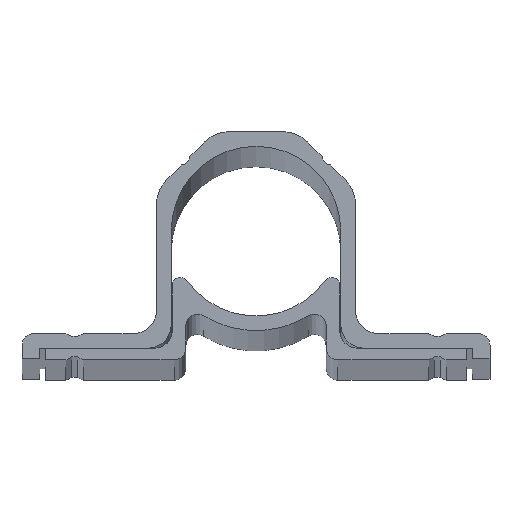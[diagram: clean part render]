
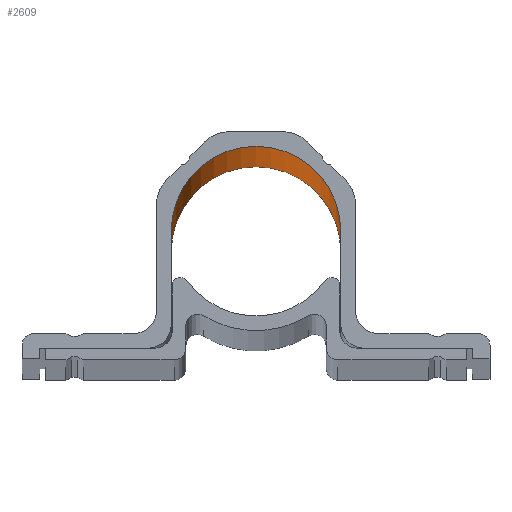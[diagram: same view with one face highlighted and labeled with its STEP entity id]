
A CAD part, top view. The second image highlights one B-rep face of the part: STEP entity #2609.
In plain terms, the highlighted cylindrical face has radius 14.5 mm (diameter 29 mm), a partial arc.
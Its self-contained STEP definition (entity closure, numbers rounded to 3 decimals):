
#51 = CARTESIAN_POINT ( 'NONE',  ( 14.5, 0., 1000. ) ) ;
#55 = CARTESIAN_POINT ( 'NONE',  ( 14.5, 0., -1000. ) ) ;
#63 = CARTESIAN_POINT ( 'NONE',  ( -14.5, 0., 1000. ) ) ;
#64 = CARTESIAN_POINT ( 'NONE',  ( -14.5, 0., -1000. ) ) ;
#171 = LINE ( 'NONE', #172, #1363 ) ;
#172 = CARTESIAN_POINT ( 'NONE',  ( -14.5, 0., 1000. ) ) ;
#173 = DIRECTION ( 'NONE',  ( 0., 0., -1. ) ) ;
#316 = CARTESIAN_POINT ( 'NONE',  ( 0., 0., 1000. ) ) ;
#779 = ORIENTED_EDGE ( 'NONE', *, *, #2510, .T. ) ;
#780 = ORIENTED_EDGE ( 'NONE', *, *, #2506, .F. ) ;
#781 = ORIENTED_EDGE ( 'NONE', *, *, #2514, .F. ) ;
#782 = ORIENTED_EDGE ( 'NONE', *, *, #2448, .T. ) ;
#949 = EDGE_LOOP ( 'NONE', ( #779, #781, #780, #782 ) ) ;
#1000 = VECTOR ( 'NONE', #1426, 1000. ) ;
#1190 = FACE_OUTER_BOUND ( 'NONE', #949, .T. ) ;
#1193 = CYLINDRICAL_SURFACE ( 'NONE', #1194, 14.5 ) ;
#1194 = AXIS2_PLACEMENT_3D ( 'NONE', #1737, #1738, #1739 ) ;
#1363 = VECTOR ( 'NONE', #173, 1000. ) ;
#1401 = DIRECTION ( 'NONE',  ( 0., 0., -1. ) ) ;
#1402 = DIRECTION ( 'NONE',  ( 1., 0., 0. ) ) ;
#1403 = CARTESIAN_POINT ( 'NONE',  ( 0., 0., -1000. ) ) ;
#1413 = DIRECTION ( 'NONE',  ( 0., 0., -1. ) ) ;
#1414 = DIRECTION ( 'NONE',  ( 1., 0., 0. ) ) ;
#1424 = LINE ( 'NONE', #1425, #1000 ) ;
#1425 = CARTESIAN_POINT ( 'NONE',  ( 14.5, 0., 1000. ) ) ;
#1426 = DIRECTION ( 'NONE',  ( 0., 0., -1. ) ) ;
#1737 = CARTESIAN_POINT ( 'NONE',  ( 0., 0., 1000. ) ) ;
#1738 = DIRECTION ( 'NONE',  ( 0., 0., -1. ) ) ;
#1739 = DIRECTION ( 'NONE',  ( -1., 0., 0. ) ) ;
#1927 = CIRCLE ( 'NONE', #2833, 14.5 ) ;
#1931 = CIRCLE ( 'NONE', #2842, 14.5 ) ;
#2190 = VERTEX_POINT ( 'NONE', #51 ) ;
#2191 = VERTEX_POINT ( 'NONE', #55 ) ;
#2199 = VERTEX_POINT ( 'NONE', #63 ) ;
#2200 = VERTEX_POINT ( 'NONE', #64 ) ;
#2448 = EDGE_CURVE ( 'NONE', #2199, #2200, #171, .T. ) ;
#2506 = EDGE_CURVE ( 'NONE', #2199, #2190, #1931, .T. ) ;
#2510 = EDGE_CURVE ( 'NONE', #2200, #2191, #1927, .T. ) ;
#2514 = EDGE_CURVE ( 'NONE', #2190, #2191, #1424, .T. ) ;
#2609 = ADVANCED_FACE ( 'NONE', ( #1190 ), #1193, .F. ) ;
#2833 = AXIS2_PLACEMENT_3D ( 'NONE', #1403, #1413, #1414 ) ;
#2842 = AXIS2_PLACEMENT_3D ( 'NONE', #316, #1401, #1402 ) ;
